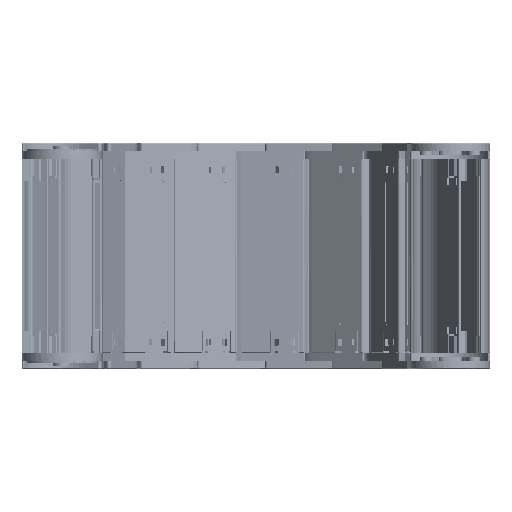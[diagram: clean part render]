
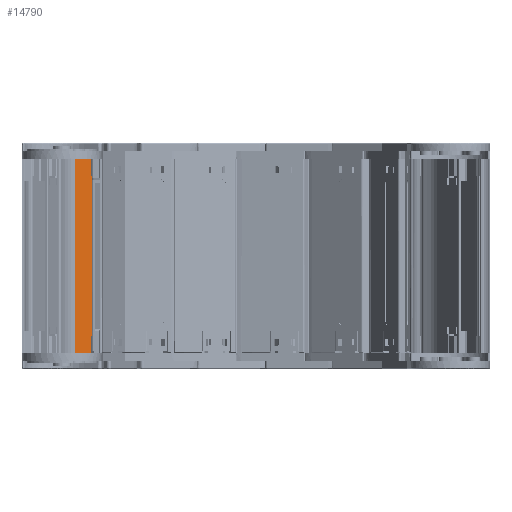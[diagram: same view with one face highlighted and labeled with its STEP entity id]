
A CAD part, left-side view. The second image highlights one B-rep face of the part: STEP entity #14790.
In plain terms, the highlighted face is planar.
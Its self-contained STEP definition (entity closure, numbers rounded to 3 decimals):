
#498 = VECTOR ( 'NONE', #14071, 1000. ) ;
#591 = CARTESIAN_POINT ( 'NONE',  ( 43.49, -39.416, -95.055 ) ) ;
#1307 = CARTESIAN_POINT ( 'NONE',  ( -33.072, -39.416, -295.455 ) ) ;
#1425 = VECTOR ( 'NONE', #7779, 1000. ) ;
#1434 = EDGE_CURVE ( 'NONE', #6511, #24292, #6716, .T. ) ;
#1496 = VERTEX_POINT ( 'NONE', #27208 ) ;
#2014 = CARTESIAN_POINT ( 'NONE',  ( 4.49, -39.416, -117.805 ) ) ;
#2125 = ORIENTED_EDGE ( 'NONE', *, *, #4356, .T. ) ;
#2476 = DIRECTION ( 'NONE',  ( 0., 0., -1. ) ) ;
#2702 = CARTESIAN_POINT ( 'NONE',  ( 43.49, -39.416, -295.455 ) ) ;
#2710 = VERTEX_POINT ( 'NONE', #1307 ) ;
#3077 = CARTESIAN_POINT ( 'NONE',  ( 18.49, -39.416, -272.735 ) ) ;
#3364 = LINE ( 'NONE', #30830, #11581 ) ;
#3562 = EDGE_CURVE ( 'NONE', #30376, #6175, #9812, .T. ) ;
#4222 = CARTESIAN_POINT ( 'NONE',  ( 18.49, -39.416, -117.805 ) ) ;
#4342 = ORIENTED_EDGE ( 'NONE', *, *, #1434, .T. ) ;
#4356 = EDGE_CURVE ( 'NONE', #34764, #1496, #17913, .T. ) ;
#4432 = ORIENTED_EDGE ( 'NONE', *, *, #3562, .F. ) ;
#5006 = VECTOR ( 'NONE', #2476, 1000. ) ;
#5100 = DIRECTION ( 'NONE',  ( 0., 0., 1. ) ) ;
#5966 = LINE ( 'NONE', #25287, #1425 ) ;
#6175 = VERTEX_POINT ( 'NONE', #3077 ) ;
#6511 = VERTEX_POINT ( 'NONE', #4222 ) ;
#6565 = EDGE_CURVE ( 'NONE', #29626, #24292, #5966, .T. ) ;
#6716 = LINE ( 'NONE', #35030, #28066 ) ;
#7779 = DIRECTION ( 'NONE',  ( -1., 0., 0. ) ) ;
#9110 = DIRECTION ( 'NONE',  ( -1., 0., 0. ) ) ;
#9521 = VECTOR ( 'NONE', #28207, 1000. ) ;
#9812 = LINE ( 'NONE', #29920, #30672 ) ;
#10150 = DIRECTION ( 'NONE',  ( 1., 0., 0. ) ) ;
#10376 = LINE ( 'NONE', #27986, #27140 ) ;
#10570 = DIRECTION ( 'NONE',  ( 0., 0., 1. ) ) ;
#10833 = EDGE_CURVE ( 'NONE', #19193, #29120, #35436, .T. ) ;
#10855 = VECTOR ( 'NONE', #19055, 1000. ) ;
#11581 = VECTOR ( 'NONE', #10570, 1000. ) ;
#12882 = CARTESIAN_POINT ( 'NONE',  ( 24.49, -39.416, -295.455 ) ) ;
#13325 = EDGE_CURVE ( 'NONE', #32935, #2710, #20765, .T. ) ;
#13738 = EDGE_CURVE ( 'NONE', #2710, #29120, #10376, .T. ) ;
#14071 = DIRECTION ( 'NONE',  ( -1., 0., 0. ) ) ;
#14249 = CARTESIAN_POINT ( 'NONE',  ( 24.49, -39.416, -43.799 ) ) ;
#14790 = ADVANCED_FACE ( 'NONE', ( #25705 ), #22961, .F. ) ;
#15883 = EDGE_CURVE ( 'NONE', #1496, #6175, #3364, .T. ) ;
#16184 = ORIENTED_EDGE ( 'NONE', *, *, #33678, .T. ) ;
#16283 = DIRECTION ( 'NONE',  ( 0., 0., -1. ) ) ;
#17092 = CARTESIAN_POINT ( 'NONE',  ( -13.51, -39.416, -295.455 ) ) ;
#17913 = LINE ( 'NONE', #23563, #23802 ) ;
#19055 = DIRECTION ( 'NONE',  ( -1., 0., 0. ) ) ;
#19193 = VERTEX_POINT ( 'NONE', #23608 ) ;
#19287 = DIRECTION ( 'NONE',  ( 1., 0., 0. ) ) ;
#19910 = CARTESIAN_POINT ( 'NONE',  ( -13.51, -39.416, -117.805 ) ) ;
#19927 = LINE ( 'NONE', #34494, #9521 ) ;
#20342 = CARTESIAN_POINT ( 'NONE',  ( 18.49, -39.416, -95.055 ) ) ;
#20765 = LINE ( 'NONE', #12882, #10855 ) ;
#20848 = VERTEX_POINT ( 'NONE', #19910 ) ;
#21128 = LINE ( 'NONE', #2014, #27060 ) ;
#21489 = ORIENTED_EDGE ( 'NONE', *, *, #15883, .T. ) ;
#22365 = ORIENTED_EDGE ( 'NONE', *, *, #28185, .T. ) ;
#22436 = ORIENTED_EDGE ( 'NONE', *, *, #23604, .T. ) ;
#22949 = ORIENTED_EDGE ( 'NONE', *, *, #13738, .T. ) ;
#22961 = PLANE ( 'NONE',  #23387 ) ;
#23143 = ORIENTED_EDGE ( 'NONE', *, *, #13325, .T. ) ;
#23155 = ORIENTED_EDGE ( 'NONE', *, *, #30947, .T. ) ;
#23387 = AXIS2_PLACEMENT_3D ( 'NONE', #14249, #25646, #28453 ) ;
#23563 = CARTESIAN_POINT ( 'NONE',  ( 24.49, -39.416, -295.455 ) ) ;
#23604 = EDGE_CURVE ( 'NONE', #30376, #32935, #30924, .T. ) ;
#23608 = CARTESIAN_POINT ( 'NONE',  ( -13.51, -39.416, -95.055 ) ) ;
#23802 = VECTOR ( 'NONE', #9110, 1000. ) ;
#24292 = VERTEX_POINT ( 'NONE', #20342 ) ;
#25287 = CARTESIAN_POINT ( 'NONE',  ( 24.49, -39.416, -95.055 ) ) ;
#25590 = CARTESIAN_POINT ( 'NONE',  ( 24.49, -39.416, -95.055 ) ) ;
#25646 = DIRECTION ( 'NONE',  ( 0., -1., 0. ) ) ;
#25705 = FACE_OUTER_BOUND ( 'NONE', #26564, .T. ) ;
#26564 = EDGE_LOOP ( 'NONE', ( #23155, #2125, #21489, #4432, #22436, #23143, #22949, #32471, #16184, #22365, #4342, #27236 ) ) ;
#27060 = VECTOR ( 'NONE', #19287, 1000. ) ;
#27140 = VECTOR ( 'NONE', #5100, 1000. ) ;
#27208 = CARTESIAN_POINT ( 'NONE',  ( 18.49, -39.416, -295.455 ) ) ;
#27236 = ORIENTED_EDGE ( 'NONE', *, *, #6565, .F. ) ;
#27308 = CARTESIAN_POINT ( 'NONE',  ( -33.072, -39.416, -95.055 ) ) ;
#27986 = CARTESIAN_POINT ( 'NONE',  ( -33.072, -39.416, -43.799 ) ) ;
#28066 = VECTOR ( 'NONE', #35423, 1000. ) ;
#28185 = EDGE_CURVE ( 'NONE', #20848, #6511, #21128, .T. ) ;
#28207 = DIRECTION ( 'NONE',  ( 0., 0., -1. ) ) ;
#28453 = DIRECTION ( 'NONE',  ( -1., 0., 0. ) ) ;
#29120 = VERTEX_POINT ( 'NONE', #27308 ) ;
#29626 = VERTEX_POINT ( 'NONE', #591 ) ;
#29920 = CARTESIAN_POINT ( 'NONE',  ( 24.49, -39.416, -272.735 ) ) ;
#30376 = VERTEX_POINT ( 'NONE', #33577 ) ;
#30473 = CARTESIAN_POINT ( 'NONE',  ( -13.51, -39.416, -295.455 ) ) ;
#30645 = LINE ( 'NONE', #36173, #35171 ) ;
#30672 = VECTOR ( 'NONE', #10150, 1000. ) ;
#30830 = CARTESIAN_POINT ( 'NONE',  ( 18.49, -39.416, -270.735 ) ) ;
#30924 = LINE ( 'NONE', #17092, #5006 ) ;
#30947 = EDGE_CURVE ( 'NONE', #29626, #34764, #19927, .T. ) ;
#32471 = ORIENTED_EDGE ( 'NONE', *, *, #10833, .F. ) ;
#32935 = VERTEX_POINT ( 'NONE', #30473 ) ;
#33577 = CARTESIAN_POINT ( 'NONE',  ( -13.51, -39.416, -272.735 ) ) ;
#33678 = EDGE_CURVE ( 'NONE', #19193, #20848, #30645, .T. ) ;
#34494 = CARTESIAN_POINT ( 'NONE',  ( 43.49, -39.416, -43.799 ) ) ;
#34764 = VERTEX_POINT ( 'NONE', #2702 ) ;
#35030 = CARTESIAN_POINT ( 'NONE',  ( 18.49, -39.416, -95.055 ) ) ;
#35171 = VECTOR ( 'NONE', #16283, 1000. ) ;
#35423 = DIRECTION ( 'NONE',  ( 0., 0., 1. ) ) ;
#35436 = LINE ( 'NONE', #25590, #498 ) ;
#36173 = CARTESIAN_POINT ( 'NONE',  ( -13.51, -39.416, -119.805 ) ) ;
